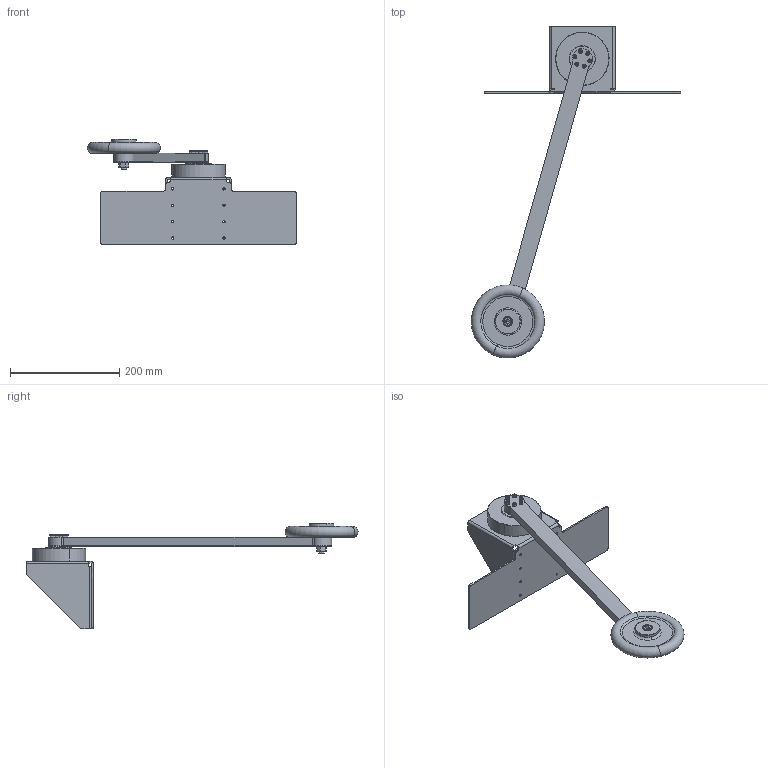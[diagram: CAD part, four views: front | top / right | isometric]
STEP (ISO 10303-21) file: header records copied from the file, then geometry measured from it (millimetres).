
FILE_DESCRIPTION (( 'STEP AP214' ), '1' );
FILE_NAME ('pendulum_002.STEP', '2021-06-22T14:11:27', ( '' ), ( '' ), 'SwSTEP 2.0', 'SolidWorks 2020', '' );
FILE_SCHEMA (( 'AUTOMOTIVE_DESIGN' ));
Length unit declared in the file: millimetre
Products named in the file (12): weight_fixation_001_Standard; DIN 912 M10 x 45 --- 32N-A2-70_DIN 912 M10 x 45 --- 32N-A2-70; DIN 912 M4 x 20 --- 20N-A2-70_DIN 912 M4 x 20 --- 20N-A2-70; lever_001_schaum; motor_mount_Standard; T-Motor-AK80-6_Dummy_Standard; pendulum_002; DIN 912 M3 x 6 --- 6N-A2-70_DIN 912 M3 x 6 --- 6N-A2-70; Hexagon Nut ISO 4034 - M10 - N-St-70_Hexagon Nut ISO 4034 - M10 - N-St-70; lever_001_Standard; weight_0_5kg
Assembly tree (24 placements, depth 3):
  pendulum_002
    motor_mount_Standard
    T-Motor-AK80-6_Dummy_Standard
    lever_001_Standard
      lever_001_Standard  x2
      lever_001_schaum
    weight_0_5kg
    weight_fixation_001_Standard
    DIN 912 M10 x 45 --- 32N-A2-70_DIN 912 M10 x 45 --- 32N-A2-70
    Hexagon Nut ISO 4034 - M10 - N-St-70_Hexagon Nut ISO 4034 - M10 - N-St-70
    DIN 912 M4 x 20 --- 20N-A2-70_DIN 912 M4 x 20 --- 20N-A2-70  x6
    DIN 912 M3 x 6 --- 6N-A2-70_DIN 912 M3 x 6 --- 6N-A2-70  x8
Bounding box: 383.17 x 607.93 x 192.5 mm (x, y, z)
Volume: 929796.6 mm3; surface area: 339190.1 mm2
Topology: 23 solids, 23 shells, 707 faces, 1623 edges, 969 vertices
Faces by surface type: plane 312, cylinder 227, cone 98, torus 70
Entity records: 11479 total; most frequent: DIRECTION 2026, CARTESIAN_POINT 1901, ORIENTED_EDGE 1704, EDGE_CURVE 852, AXIS2_PLACEMENT_3D 812, VERTEX_POINT 527, EDGE_LOOP 455, CIRCLE 426
